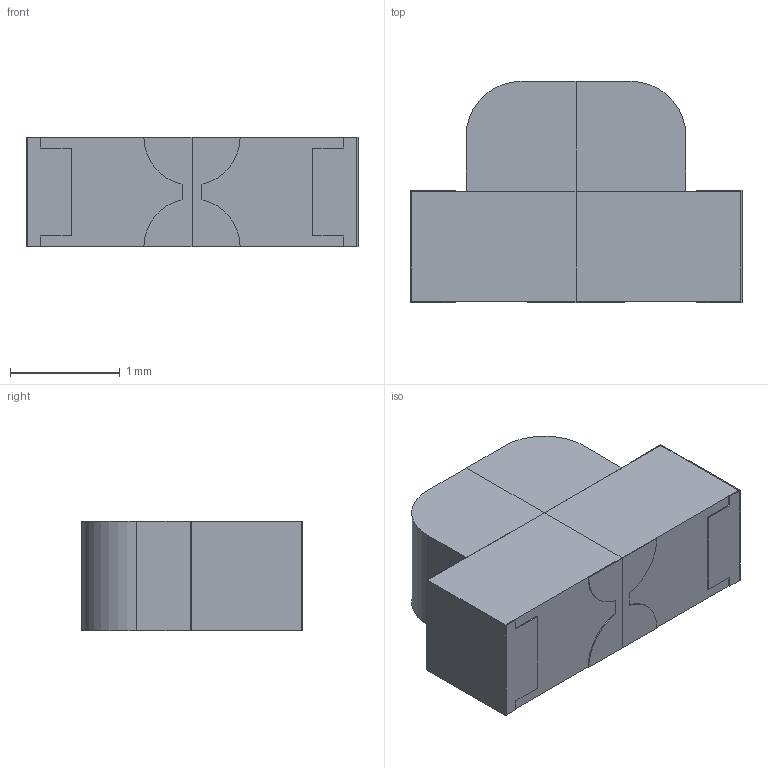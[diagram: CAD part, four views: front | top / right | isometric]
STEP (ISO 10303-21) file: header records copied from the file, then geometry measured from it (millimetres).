
FILE_DESCRIPTION(('FreeCAD Model'),'2;1');
FILE_NAME('Open CASCADE Shape Model','2023-07-17T13:31:12',( 'kicad StepUp'),('ksu MCAD'),'Open CASCADE STEP processor 7.6', 'FreeCAD','Unknown');
FILE_SCHEMA(('AUTOMOTIVE_DESIGN { 1 0 10303 214 1 1 1 1 }'));
Length unit declared in the file: millimetre
Products named in the file (6): LED_Kingbright_KPA-3010_3x2x1mm; Lens; Body; Center Pad; Left Pad; Right Pad
Assembly tree (5 placements, depth 2):
  LED_Kingbright_KPA-3010_3x2x1mm
    Lens
    Body
    Center Pad
    Left Pad
    Right Pad
Bounding box: 3.02 x 2.01 x 1 mm (x, y, z)
Volume: 4.9 mm3; surface area: 31.8 mm2
Topology: 5 solids, 5 shells, 70 faces, 160 edges, 100 vertices
Faces by surface type: plane 64, cylinder 6
Entity records: 2065 total; most frequent: CARTESIAN_POINT 336, DIRECTION 324, ORIENTED_EDGE 320, EDGE_CURVE 160, LINE 148, VECTOR 148, VERTEX_POINT 100, AXIS2_PLACEMENT_3D 88
